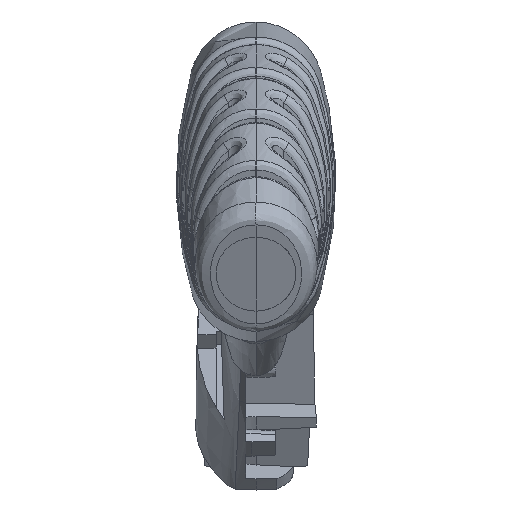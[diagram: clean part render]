
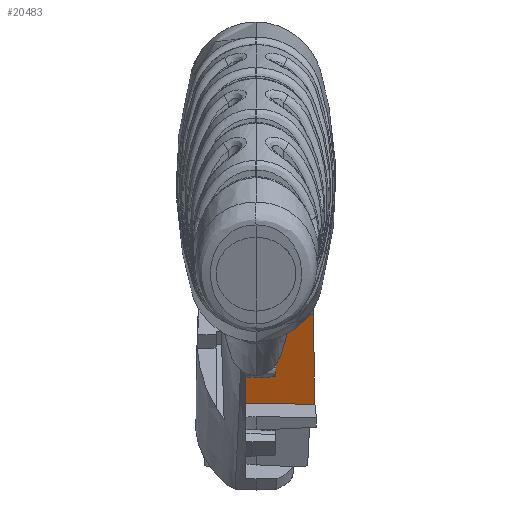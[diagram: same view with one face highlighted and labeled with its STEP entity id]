
A CAD part, top view. The second image highlights one B-rep face of the part: STEP entity #20483.
In plain terms, the highlighted planar face has unit normal (0.035, -0.431, 0.902).
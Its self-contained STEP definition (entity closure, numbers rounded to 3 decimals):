
#778 = DIRECTION ( 'NONE',  ( 0., 0.902, 0.431 ) ) ;
#1724 = DIRECTION ( 'NONE',  ( 0., -0.902, -0.431 ) ) ;
#1930 = EDGE_CURVE ( 'NONE', #14076, #6190, #21302, .T. ) ;
#2755 = EDGE_CURVE ( 'NONE', #27998, #6635, #29435, .T. ) ;
#2765 = DIRECTION ( 'NONE',  ( 0., 0.902, 0.431 ) ) ;
#2844 = CARTESIAN_POINT ( 'NONE',  ( -0.318, -4.172, -10.77 ) ) ;
#3880 = CARTESIAN_POINT ( 'NONE',  ( -0.318, 3.415, -7.143 ) ) ;
#4321 = ORIENTED_EDGE ( 'NONE', *, *, #1930, .F. ) ;
#5351 = CARTESIAN_POINT ( 'NONE',  ( 1.792, -4.132, -10.832 ) ) ;
#6190 = VERTEX_POINT ( 'NONE', #15048 ) ;
#6250 = CARTESIAN_POINT ( 'NONE',  ( -0.512, -6.912, -12.072 ) ) ;
#6635 = VERTEX_POINT ( 'NONE', #9785 ) ;
#7071 = CARTESIAN_POINT ( 'NONE',  ( -0.318, 3.415, -7.143 ) ) ;
#7374 = LINE ( 'NONE', #6250, #20970 ) ;
#8547 = ORIENTED_EDGE ( 'NONE', *, *, #23005, .F. ) ;
#8835 = EDGE_LOOP ( 'NONE', ( #4321, #16897, #14982, #26131, #8547, #20053 ) ) ;
#9275 = CARTESIAN_POINT ( 'NONE',  ( -0.318, 3.415, -7.143 ) ) ;
#9653 = LINE ( 'NONE', #7071, #12216 ) ;
#9679 = LINE ( 'NONE', #24052, #14806 ) ;
#9785 = CARTESIAN_POINT ( 'NONE',  ( -0.317, -5.323, -11.32 ) ) ;
#9951 = VECTOR ( 'NONE', #2765, 1000. ) ;
#10917 = PLANE ( 'NONE',  #17002 ) ;
#11395 = EDGE_CURVE ( 'NONE', #22437, #14076, #9679, .T. ) ;
#11810 = EDGE_CURVE ( 'NONE', #6635, #22437, #9653, .T. ) ;
#12216 = VECTOR ( 'NONE', #21167, 1000. ) ;
#13942 = CARTESIAN_POINT ( 'NONE',  ( -0.318, -6.914, -12.081 ) ) ;
#14076 = VERTEX_POINT ( 'NONE', #22495 ) ;
#14303 = FACE_OUTER_BOUND ( 'NONE', #8835, .T. ) ;
#14725 = CARTESIAN_POINT ( 'NONE',  ( 1.85, -6.004, -11.73 ) ) ;
#14806 = VECTOR ( 'NONE', #28871, 1000. ) ;
#14831 = CARTESIAN_POINT ( 'NONE',  ( 1.823, -5.068, -11.281 ) ) ;
#14982 = ORIENTED_EDGE ( 'NONE', *, *, #11810, .F. ) ;
#14986 = LINE ( 'NONE', #9275, #16811 ) ;
#15048 = CARTESIAN_POINT ( 'NONE',  ( 1.846, -6.941, -12.178 ) ) ;
#15299 = EDGE_CURVE ( 'NONE', #21814, #6190, #7374, .T. ) ;
#16811 = VECTOR ( 'NONE', #778, 1000. ) ;
#16897 = ORIENTED_EDGE ( 'NONE', *, *, #11395, .F. ) ;
#17002 = AXIS2_PLACEMENT_3D ( 'NONE', #3880, #23037, #1724 ) ;
#18479 = CARTESIAN_POINT ( 'NONE',  ( -0.317, -5.955, -11.622 ) ) ;
#18881 = CARTESIAN_POINT ( 'NONE',  ( -0.318, 3.415, -7.143 ) ) ;
#20053 = ORIENTED_EDGE ( 'NONE', *, *, #15299, .T. ) ;
#20483 = ADVANCED_FACE ( 'NONE', ( #14303 ), #10917, .T. ) ;
#20970 = VECTOR ( 'NONE', #27403, 1000. ) ;
#21167 = DIRECTION ( 'NONE',  ( 0., 0.902, 0.431 ) ) ;
#21302 = B_SPLINE_CURVE_WITH_KNOTS ( 'NONE', 3,
 ( #5351, #14831, #14725, #26711 ),
 .UNSPECIFIED., .F., .F.,
 ( 4, 4 ),
 ( 0., 0.003 ),
 .UNSPECIFIED. ) ;
#21814 = VERTEX_POINT ( 'NONE', #13942 ) ;
#22437 = VERTEX_POINT ( 'NONE', #2844 ) ;
#22495 = CARTESIAN_POINT ( 'NONE',  ( 1.792, -4.132, -10.832 ) ) ;
#23005 = EDGE_CURVE ( 'NONE', #21814, #27998, #14986, .T. ) ;
#23037 = DIRECTION ( 'NONE',  ( 0.035, -0.431, 0.902 ) ) ;
#24052 = CARTESIAN_POINT ( 'NONE',  ( -0.279, -4.171, -10.771 ) ) ;
#26131 = ORIENTED_EDGE ( 'NONE', *, *, #2755, .F. ) ;
#26711 = CARTESIAN_POINT ( 'NONE',  ( 1.846, -6.941, -12.178 ) ) ;
#27403 = DIRECTION ( 'NONE',  ( 0.999, -0.013, -0.045 ) ) ;
#27998 = VERTEX_POINT ( 'NONE', #18479 ) ;
#28871 = DIRECTION ( 'NONE',  ( 0.999, 0.019, -0.03 ) ) ;
#29435 = LINE ( 'NONE', #18881, #9951 ) ;
